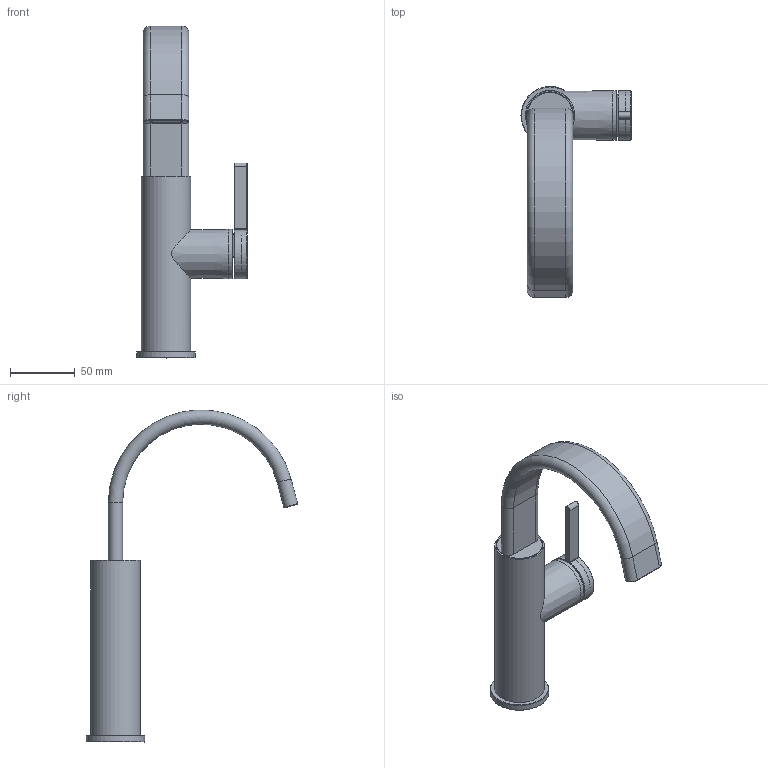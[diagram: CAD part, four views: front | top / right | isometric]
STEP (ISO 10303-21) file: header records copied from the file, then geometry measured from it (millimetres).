
FILE_DESCRIPTION(/* description */ (''),/* implementation_level */ '2;1');
FILE_NAME(/* name */ '3D_TVW106116151_Dawn.step',/* time_stamp */ '2023-01-19T16:18:50+01:00',/* author */ (''),/* organization */ (''),/* preprocessor_version */ 'ST-DEVELOPER v19.2',/* originating_system */ 'Autodesk Translation Framework v11.17.0.187',/* authorisation */ '');
FILE_SCHEMA (('AUTOMOTIVE_DESIGN { 1 0 10303 214 3 1 1 }'));
Length unit declared in the file: millimetre
Products named in the file (17): (Nicht gespeichert); 01000338_AF0_ASM; 01000337_AF1_ASM; 12000703_AF1; 05000016; 12000518; 17000081_AF0_ASM; 12000702_AF0; 02000378_AF0; 04017309_AF0; 16002243_AF0_ASM; 11000086_ASM; 11000086A; 06000040; 12000701_AF4; 16002256_AF4_ASM; 03000231_AF4
Assembly tree (16 placements, depth 5):
  (Nicht gespeichert)
    01000338_AF0_ASM
      01000337_AF1_ASM
        12000703_AF1
    05000016
    12000518
    17000081_AF0_ASM
      12000702_AF0
      02000378_AF0
      04017309_AF0
      16002243_AF0_ASM
        11000086_ASM
          11000086A
      06000040
    12000701_AF4
    16002256_AF4_ASM
      03000231_AF4
Bounding box: 84.7 x 162.6 x 255.42 mm (x, y, z)
Volume: 158094.6 mm3; surface area: 61003.3 mm2
Topology: 8 solids, 12 shells, 252 faces, 571 edges, 350 vertices
Faces by surface type: cylinder 94, plane 67, torus 60, cone 24, bspline 5, sphere 2
Full cylindrical faces by diameter (mm): 3 x1, 4.9 x1, 6.5 x1, 7.2 x1, 25.1 x1, 25.8 x1, 29.8 x1, 32.5 x1, 33.2 x1, 35 x3, 35.2 x1, 37 x1, 38 x2, 44.8 x1
Entity records: 9917 total; most frequent: CARTESIAN_POINT 3597, DIRECTION 1448, ORIENTED_EDGE 1128, AXIS2_PLACEMENT_3D 620, EDGE_CURVE 571, VERTEX_POINT 350, CIRCLE 338, EDGE_LOOP 270
